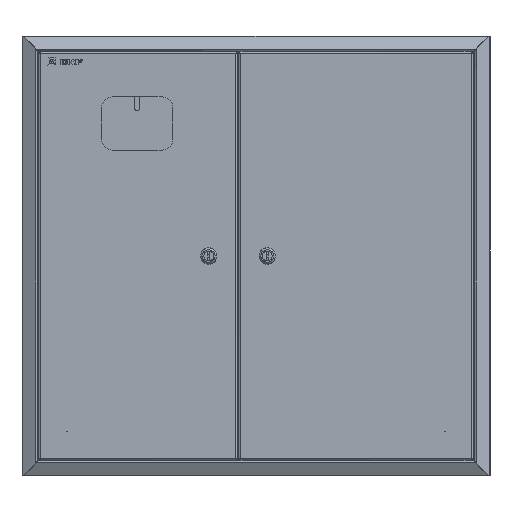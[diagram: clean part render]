
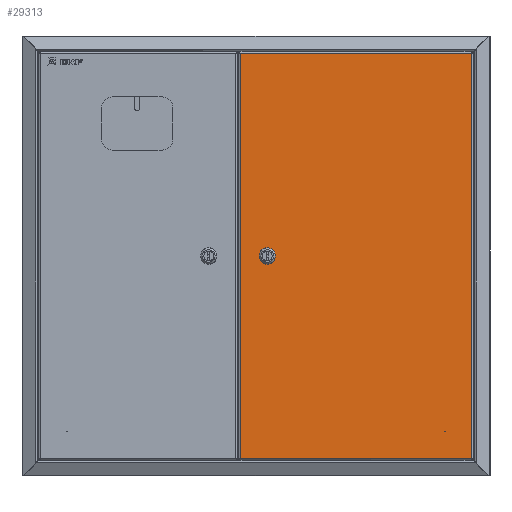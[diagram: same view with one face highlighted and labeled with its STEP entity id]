
A CAD part, top view. The second image highlights one B-rep face of the part: STEP entity #29313.
In plain terms, the highlighted face is planar.
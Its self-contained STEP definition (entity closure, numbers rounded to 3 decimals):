
#96 = DIRECTION ( 'NONE',  ( 0., -1., 0. ) ) ;
#490 = AXIS2_PLACEMENT_3D ( 'NONE', #16662, #41960, #20335 ) ;
#576 = VERTEX_POINT ( 'NONE', #28812 ) ;
#854 = LINE ( 'NONE', #1890, #28582 ) ;
#1483 = CIRCLE ( 'NONE', #23361, 9.25 ) ;
#1497 = CARTESIAN_POINT ( 'NONE',  ( -289.75, 40., -0.7 ) ) ;
#1890 = CARTESIAN_POINT ( 'NONE',  ( -1.7, 574.159, -0.7 ) ) ;
#1968 = FACE_OUTER_BOUND ( 'NONE', #34590, .T. ) ;
#2605 = AXIS2_PLACEMENT_3D ( 'NONE', #15164, #40431, #18817 ) ;
#2955 = LINE ( 'NONE', #5524, #30639 ) ;
#3434 = ORIENTED_EDGE ( 'NONE', *, *, #8956, .T. ) ;
#4760 = EDGE_CURVE ( 'NONE', #40937, #576, #19942, .T. ) ;
#5524 = CARTESIAN_POINT ( 'NONE',  ( -0.841, 1.7, -0.7 ) ) ;
#5663 = EDGE_CURVE ( 'NONE', #41460, #43593, #32827, .T. ) ;
#6214 = CARTESIAN_POINT ( 'NONE',  ( -328.55, 573.3, -0.7 ) ) ;
#8076 = EDGE_CURVE ( 'NONE', #43593, #20953, #1483, .T. ) ;
#8956 = EDGE_CURVE ( 'NONE', #16995, #21519, #37000, .T. ) ;
#9550 = CARTESIAN_POINT ( 'NONE',  ( -48.5, 291.149, -0.7 ) ) ;
#9968 = CARTESIAN_POINT ( 'NONE',  ( -31.5, 283.851, -0.7 ) ) ;
#10085 = VERTEX_POINT ( 'NONE', #18353 ) ;
#10465 = FACE_BOUND ( 'NONE', #38542, .T. ) ;
#11416 = EDGE_CURVE ( 'NONE', #10085, #16995, #2955, .T. ) ;
#12789 = CARTESIAN_POINT ( 'NONE',  ( -290.25, 40., -0.7 ) ) ;
#12812 = ORIENTED_EDGE ( 'NONE', *, *, #20231, .F. ) ;
#13609 = VECTOR ( 'NONE', #31195, 1000. ) ;
#14141 = ORIENTED_EDGE ( 'NONE', *, *, #28396, .F. ) ;
#14305 = CARTESIAN_POINT ( 'NONE',  ( -31.5, 291.149, -0.7 ) ) ;
#14414 = CARTESIAN_POINT ( 'NONE',  ( -290.25, 40., -0.7 ) ) ;
#15039 = CIRCLE ( 'NONE', #28211, 0.5 ) ;
#15164 = CARTESIAN_POINT ( 'NONE',  ( 0., 0., -0.7 ) ) ;
#15646 = ORIENTED_EDGE ( 'NONE', *, *, #32305, .F. ) ;
#15887 = CARTESIAN_POINT ( 'NONE',  ( -1.7, 573.3, -0.7 ) ) ;
#16271 = VECTOR ( 'NONE', #31640, 1000. ) ;
#16439 = DIRECTION ( 'NONE',  ( -1., 0., 0. ) ) ;
#16662 = CARTESIAN_POINT ( 'NONE',  ( -40., 287.5, -0.7 ) ) ;
#16941 = CARTESIAN_POINT ( 'NONE',  ( -48.5, 283.851, -0.7 ) ) ;
#16995 = VERTEX_POINT ( 'NONE', #31992 ) ;
#18082 = DIRECTION ( 'NONE',  ( -1., 0., 0. ) ) ;
#18088 = ORIENTED_EDGE ( 'NONE', *, *, #23557, .T. ) ;
#18353 = CARTESIAN_POINT ( 'NONE',  ( -1.7, 1.7, -0.7 ) ) ;
#18817 = DIRECTION ( 'NONE',  ( 1., 0., 0. ) ) ;
#19942 = CIRCLE ( 'NONE', #26860, 0.5 ) ;
#20046 = DIRECTION ( 'NONE',  ( 0., 0., -1. ) ) ;
#20231 = EDGE_CURVE ( 'NONE', #20953, #37054, #26395, .T. ) ;
#20300 = ORIENTED_EDGE ( 'NONE', *, *, #5663, .F. ) ;
#20335 = DIRECTION ( 'NONE',  ( -1., 0., 0. ) ) ;
#20953 = VERTEX_POINT ( 'NONE', #41232 ) ;
#21519 = VERTEX_POINT ( 'NONE', #6214 ) ;
#22220 = ORIENTED_EDGE ( 'NONE', *, *, #8076, .F. ) ;
#23361 = AXIS2_PLACEMENT_3D ( 'NONE', #41657, #20046, #45332 ) ;
#23557 = EDGE_CURVE ( 'NONE', #45172, #10085, #854, .T. ) ;
#25908 = LINE ( 'NONE', #46066, #16271 ) ;
#26395 = LINE ( 'NONE', #14305, #44506 ) ;
#26602 = ORIENTED_EDGE ( 'NONE', *, *, #4760, .F. ) ;
#26860 = AXIS2_PLACEMENT_3D ( 'NONE', #14414, #39701, #18082 ) ;
#27189 = DIRECTION ( 'NONE',  ( -1., 0., 0. ) ) ;
#27223 = DIRECTION ( 'NONE',  ( 0., -1., 0. ) ) ;
#27406 = VECTOR ( 'NONE', #28242, 1000. ) ;
#28211 = AXIS2_PLACEMENT_3D ( 'NONE', #12789, #38054, #16439 ) ;
#28242 = DIRECTION ( 'NONE',  ( 0., 1., 0. ) ) ;
#28396 = EDGE_CURVE ( 'NONE', #37054, #41460, #38238, .T. ) ;
#28582 = VECTOR ( 'NONE', #27223, 1000. ) ;
#28812 = CARTESIAN_POINT ( 'NONE',  ( -290.75, 40., -0.7 ) ) ;
#29313 = ADVANCED_FACE ( 'NONE', ( #10465, #38144, #1968 ), #29547, .F. ) ;
#29547 = PLANE ( 'NONE',  #2605 ) ;
#30639 = VECTOR ( 'NONE', #27189, 1000. ) ;
#31195 = DIRECTION ( 'NONE',  ( 0., 1., 0. ) ) ;
#31640 = DIRECTION ( 'NONE',  ( 1., 0., 0. ) ) ;
#31992 = CARTESIAN_POINT ( 'NONE',  ( -328.55, 1.7, -0.7 ) ) ;
#32305 = EDGE_CURVE ( 'NONE', #576, #40937, #15039, .T. ) ;
#32573 = EDGE_LOOP ( 'NONE', ( #12812, #22220, #20300, #14141 ) ) ;
#32827 = LINE ( 'NONE', #9550, #13609 ) ;
#34590 = EDGE_LOOP ( 'NONE', ( #18088, #39086, #3434, #46375 ) ) ;
#37000 = LINE ( 'NONE', #46281, #27406 ) ;
#37054 = VERTEX_POINT ( 'NONE', #9968 ) ;
#38054 = DIRECTION ( 'NONE',  ( 0., 0., -1. ) ) ;
#38144 = FACE_BOUND ( 'NONE', #32573, .T. ) ;
#38238 = CIRCLE ( 'NONE', #490, 9.25 ) ;
#38542 = EDGE_LOOP ( 'NONE', ( #15646, #26602 ) ) ;
#39086 = ORIENTED_EDGE ( 'NONE', *, *, #11416, .T. ) ;
#39701 = DIRECTION ( 'NONE',  ( 0., 0., -1. ) ) ;
#40431 = DIRECTION ( 'NONE',  ( 0., 0., 1. ) ) ;
#40549 = CARTESIAN_POINT ( 'NONE',  ( -48.5, 291.149, -0.7 ) ) ;
#40937 = VERTEX_POINT ( 'NONE', #1497 ) ;
#41232 = CARTESIAN_POINT ( 'NONE',  ( -31.5, 291.149, -0.7 ) ) ;
#41460 = VERTEX_POINT ( 'NONE', #16941 ) ;
#41657 = CARTESIAN_POINT ( 'NONE',  ( -40., 287.5, -0.7 ) ) ;
#41960 = DIRECTION ( 'NONE',  ( 0., 0., -1. ) ) ;
#43593 = VERTEX_POINT ( 'NONE', #40549 ) ;
#44506 = VECTOR ( 'NONE', #96, 1000. ) ;
#45172 = VERTEX_POINT ( 'NONE', #15887 ) ;
#45332 = DIRECTION ( 'NONE',  ( -1., 0., 0. ) ) ;
#46066 = CARTESIAN_POINT ( 'NONE',  ( -329.409, 573.3, -0.7 ) ) ;
#46266 = EDGE_CURVE ( 'NONE', #21519, #45172, #25908, .T. ) ;
#46281 = CARTESIAN_POINT ( 'NONE',  ( -328.55, 0.841, -0.7 ) ) ;
#46375 = ORIENTED_EDGE ( 'NONE', *, *, #46266, .T. ) ;
